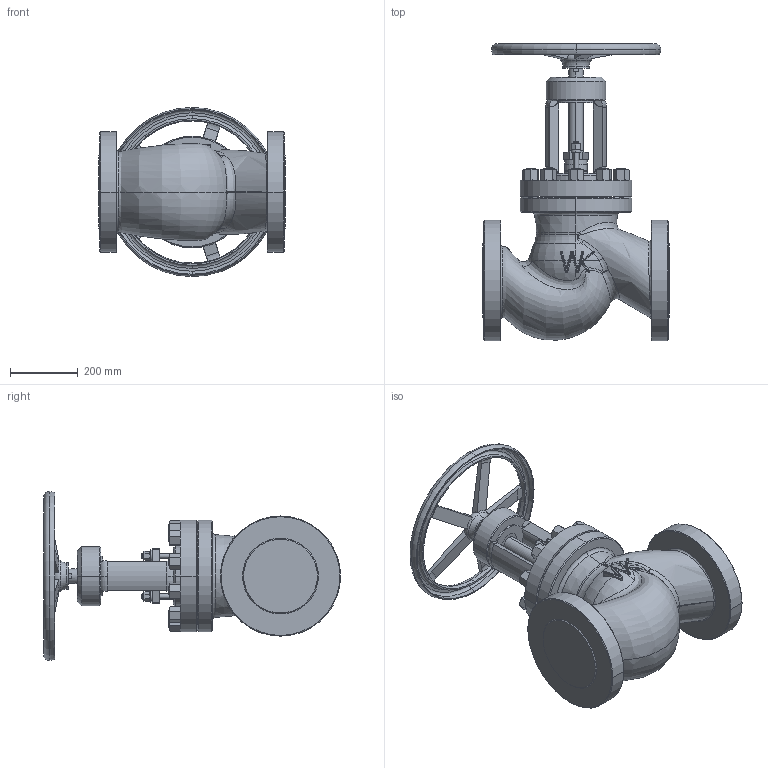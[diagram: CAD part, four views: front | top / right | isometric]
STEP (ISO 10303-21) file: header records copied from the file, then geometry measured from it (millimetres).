
FILE_DESCRIPTION (( 'STEP AP214' ), '1' );
FILE_NAME ('[530] 530 DN150 3-8517 katalog uproszczony.STEP', '2015-03-18T08:15:08', ( '' ), ( '' ), 'SwSTEP 2.0', 'SolidWorks 2015', '' );
FILE_SCHEMA (( 'AUTOMOTIVE_DESIGN' ));
Length unit declared in the file: millimetre
Products named in the file (1): [530] 530 DN150 3-8517 katalog uproszczony
Bounding box: 550 x 878 x 500 mm (x, y, z)
Volume: 50865595.2 mm3; surface area: 1784479.9 mm2
Topology: 1 solids, 1 shells, 723 faces, 1762 edges, 1060 vertices
Faces by surface type: plane 230, cone 208, cylinder 169, torus 57, bspline 38, sphere 21
Entity records: 36386 total; most frequent: CARTESIAN_POINT 14749, ORIENTED_EDGE 3490, DIRECTION 3266, EDGE_CURVE 1745, AXIS2_PLACEMENT_3D 1394, VERTEX_POINT 1059, EDGE_LOOP 800, FACE_OUTER_BOUND 723
